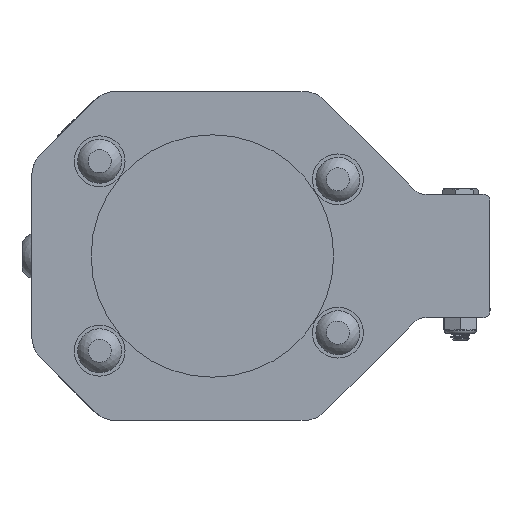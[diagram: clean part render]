
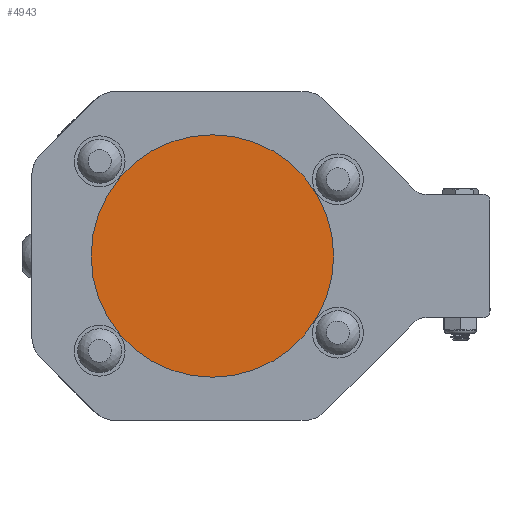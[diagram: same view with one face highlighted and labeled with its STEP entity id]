
A CAD part, left-side view. The second image highlights one B-rep face of the part: STEP entity #4943.
In plain terms, the highlighted planar face has unit normal (-1, 0, 0).
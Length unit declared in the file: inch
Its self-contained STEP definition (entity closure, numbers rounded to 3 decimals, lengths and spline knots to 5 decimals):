
#1029=PLANE('',#5528);
#1330=FACE_OUTER_BOUND('',#1752,.T.);
#1752=EDGE_LOOP('',(#4283));
#2191=CIRCLE('',#5526,1.0325);
#2623=VERTEX_POINT('',#13008);
#3211=EDGE_CURVE('',#2623,#2623,#2191,.T.);
#4283=ORIENTED_EDGE('',*,*,#3211,.T.);
#4943=ADVANCED_FACE('',(#1330),#1029,.F.);
#5526=AXIS2_PLACEMENT_3D('',#13009,#6861,#6862);
#5528=AXIS2_PLACEMENT_3D('',#13012,#6865,#6866);
#6861=DIRECTION('center_axis',(-1.,0.,0.));
#6862=DIRECTION('ref_axis',(0.,0.,-1.));
#6865=DIRECTION('center_axis',(1.,0.,0.));
#6866=DIRECTION('ref_axis',(0.,0.,-1.));
#13008=CARTESIAN_POINT('',(-3.30843,0.91073,1.98179));
#13009=CARTESIAN_POINT('Origin',(-3.30843,0.91073,0.94929));
#13012=CARTESIAN_POINT('Origin',(-3.30843,0.91073,0.94929));
